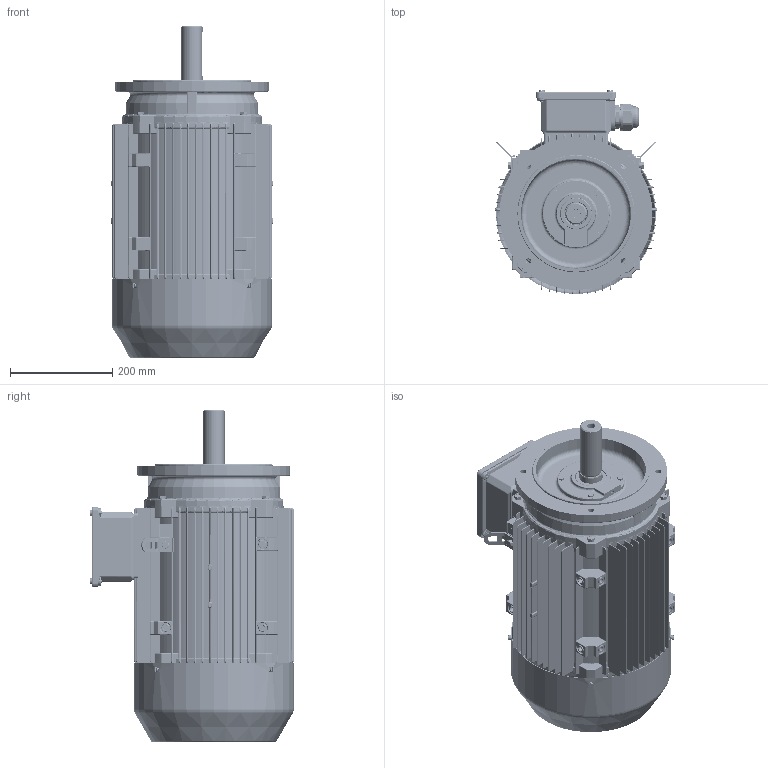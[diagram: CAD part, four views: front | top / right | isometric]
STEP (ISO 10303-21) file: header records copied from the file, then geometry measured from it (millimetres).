
FILE_DESCRIPTION(/* description */ (''),/* implementation_level */ '2;1');
FILE_NAME(/* name */ 'JL-160L-B14B.stp',/* time_stamp */ '2018-12-30T15:39:06+08:00',/* author */ (''),/* organization */ (''),/* preprocessor_version */ 'ST-DEVELOPER v16.7',/* originating_system */ 'SIEMENS PLM Software NX 12.0',/* authorisation */ '');
FILE_SCHEMA (('AP203_CONFIGURATION_CONTROLLED_3D_DESIGN_OF_MECHANICAL_PARTS_AND_ASSEMBLIES_MIM_LF { 1 0 10303 403 2 1 2}'));
Products named in the file (1): JL-160L-B14B
Bounding box: 316 x 399.71 x 650.91 mm (x, y, z)
Volume: 7478230.5 mm3; surface area: 2736877.9 mm2
Topology: 62 solids, 62 shells, 8523 faces, 22045 edges, 13891 vertices
Faces by surface type: plane 3854, cylinder 2083, bspline 1257, torus 818, cone 273, sphere 238
Full cylindrical faces by diameter (mm): 4.48 x5, 5 x7, 5.3 x5, 5.35 x4, 6 x4, 7.188 x8, 8 x15, 8.58 x2, 9.1 x8, 10 x9, 12 x4, 12.1 x2, 14.785 x2, 16 x1, 18 x2, 27.5 x2, 32.5 x4, 38.75 x12, 40 x4, 41.25 x12, 43.125 x2, 45 x2, 53.125 x2, 62 x2, 100.01 x1, 132 x1, 230 x1, 260 x1, 263 x3, 300 x1
Entity records: 316774 total; most frequent: CARTESIAN_POINT 121809, ORIENTED_EDGE 43338, DIRECTION 35818, EDGE_CURVE 21669, VERTEX_POINT 13754, AXIS2_PLACEMENT_3D 12027, LINE 11764, VECTOR 11764
